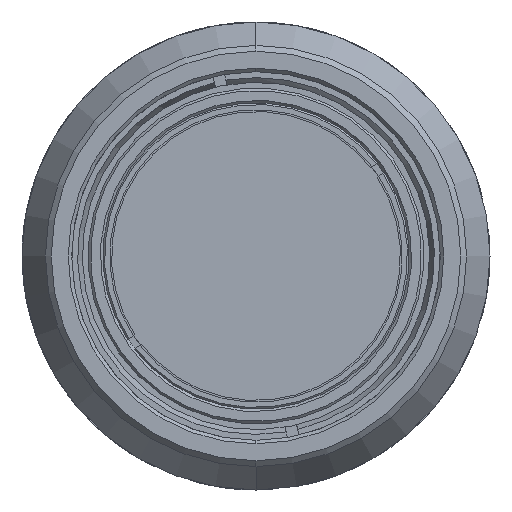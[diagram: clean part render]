
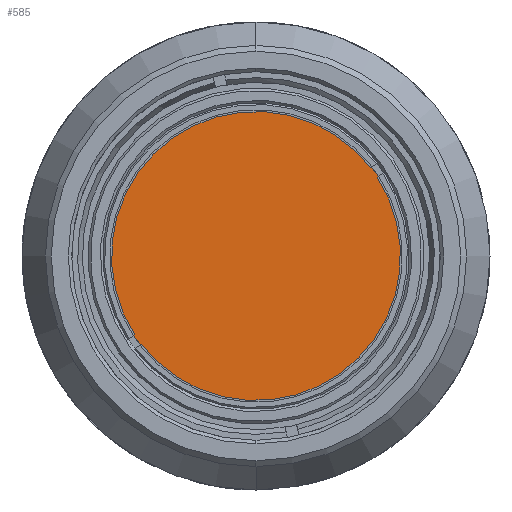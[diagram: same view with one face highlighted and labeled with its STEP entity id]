
A CAD part, left-side view. The second image highlights one B-rep face of the part: STEP entity #585.
In plain terms, the highlighted planar face has unit normal (-1, 0, 0).
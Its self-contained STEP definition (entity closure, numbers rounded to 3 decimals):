
#355 = CARTESIAN_POINT ( 'NONE',  ( 3.51, 0., 0. ) ) ;
#585 = ADVANCED_FACE ( 'NONE', ( #7273 ), #2816, .T. ) ;
#920 = CIRCLE ( 'NONE', #6754, 12.5 ) ;
#1222 = DIRECTION ( 'NONE',  ( -1., 0., 0. ) ) ;
#1491 = AXIS2_PLACEMENT_3D ( 'NONE', #3432, #3382, #4040 ) ;
#1582 = VERTEX_POINT ( 'NONE', #3603 ) ;
#2512 = EDGE_CURVE ( 'NONE', #2781, #1582, #3462, .T. ) ;
#2705 = AXIS2_PLACEMENT_3D ( 'NONE', #355, #5216, #7725 ) ;
#2781 = VERTEX_POINT ( 'NONE', #5460 ) ;
#2816 = PLANE ( 'NONE',  #1491 ) ;
#3198 = EDGE_CURVE ( 'NONE', #1582, #2781, #920, .T. ) ;
#3263 = EDGE_LOOP ( 'NONE', ( #6267, #3949 ) ) ;
#3382 = DIRECTION ( 'NONE',  ( -1., 0., 0. ) ) ;
#3432 = CARTESIAN_POINT ( 'NONE',  ( 3.51, 0., 0. ) ) ;
#3462 = CIRCLE ( 'NONE', #2705, 12.5 ) ;
#3603 = CARTESIAN_POINT ( 'NONE',  ( 3.51, 10.203, -7.222 ) ) ;
#3949 = ORIENTED_EDGE ( 'NONE', *, *, #3198, .T. ) ;
#4040 = DIRECTION ( 'NONE',  ( 0., 0., 1. ) ) ;
#4347 = DIRECTION ( 'NONE',  ( 0., 0.816, -0.578 ) ) ;
#5216 = DIRECTION ( 'NONE',  ( -1., 0., 0. ) ) ;
#5460 = CARTESIAN_POINT ( 'NONE',  ( 3.51, -10.203, 7.222 ) ) ;
#6267 = ORIENTED_EDGE ( 'NONE', *, *, #2512, .T. ) ;
#6754 = AXIS2_PLACEMENT_3D ( 'NONE', #7372, #1222, #4347 ) ;
#7273 = FACE_OUTER_BOUND ( 'NONE', #3263, .T. ) ;
#7372 = CARTESIAN_POINT ( 'NONE',  ( 3.51, 0., 0. ) ) ;
#7725 = DIRECTION ( 'NONE',  ( 0., 0.816, -0.578 ) ) ;
